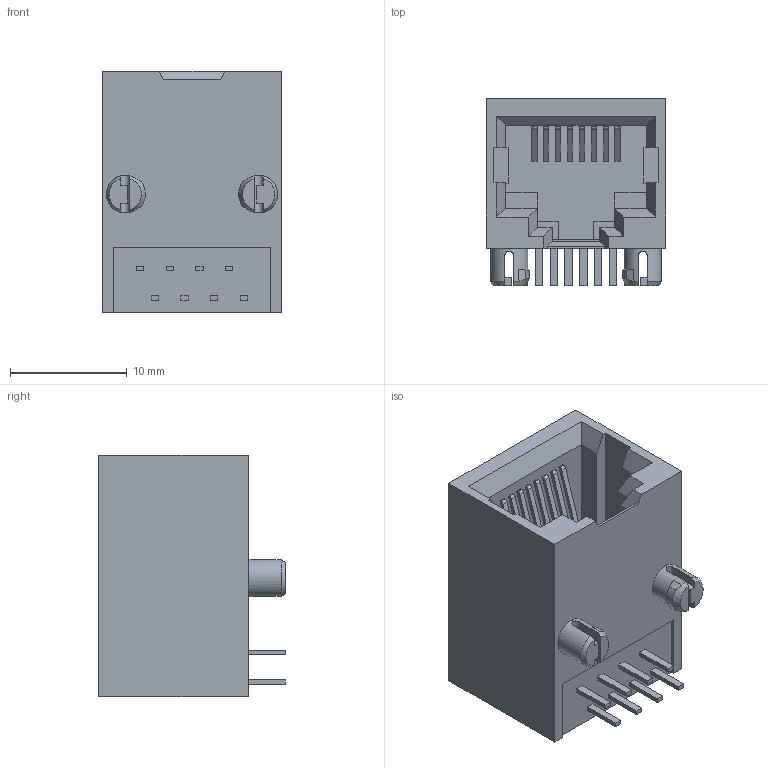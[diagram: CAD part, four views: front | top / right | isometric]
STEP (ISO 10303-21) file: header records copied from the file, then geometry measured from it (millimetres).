
FILE_DESCRIPTION (( 'STEP AP214' ), '1' );
FILE_NAME ('SS-6488-NF.STEP', '2021-09-28T22:15:41', ( '' ), ( '' ), 'SwSTEP 2.0', 'SolidWorks 2020', '' );
FILE_SCHEMA (( 'AUTOMOTIVE_DESIGN' ));
Length unit declared in the file: inch
Products named in the file (1): SS-6488-NF
Bounding box: 15.37 x 16 x 20.7 mm (x, y, z)
Volume: 2894.6 mm3; surface area: 2351.6 mm2
Topology: 17 solids, 17 shells, 209 faces, 505 edges, 332 vertices
Faces by surface type: plane 179, cylinder 24, cone 6
Entity records: 6259 total; most frequent: CARTESIAN_POINT 1139, ORIENTED_EDGE 1010, DIRECTION 953, EDGE_CURVE 505, LINE 429, VECTOR 429, VERTEX_POINT 332, AXIS2_PLACEMENT_3D 262
